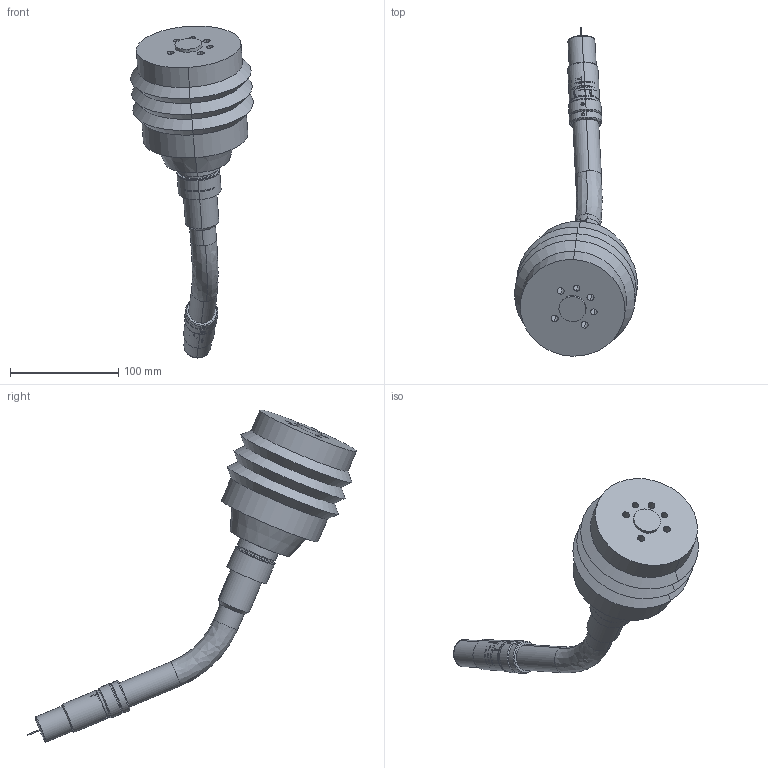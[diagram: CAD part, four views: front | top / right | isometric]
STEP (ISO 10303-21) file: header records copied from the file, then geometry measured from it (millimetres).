
FILE_DESCRIPTION (( 'STEP AP214' ), '1' );
FILE_NAME ('水冷短焊枪.STEP', '2021-12-16T06:21:21', ( 'Windows 用户' ), ( 'zy-tech' ), 'SwSTEP 2.0', 'SolidWorks 2019', '' );
FILE_SCHEMA (( 'AUTOMOTIVE_DESIGN' ));
Length unit declared in the file: millimetre
Products named in the file (1): 阨濮傻爾Л
Bounding box: 113.78 x 304.07 x 307.03 mm (x, y, z)
Surface area: 93668.2 mm2 (no closed solid volume)
Topology: 0 solids, 9 shells, 403 faces, 1160 edges, 768 vertices
Faces by surface type: cylinder 132, cone 94, plane 94, bspline 83
Entity records: 21969 total; most frequent: CARTESIAN_POINT 12319, ORIENTED_EDGE 2245, DIRECTION 1678, EDGE_CURVE 1126, VERTEX_POINT 766, AXIS2_PLACEMENT_3D 686, EDGE_LOOP 452, B_SPLINE_CURVE_WITH_KNOTS 416
